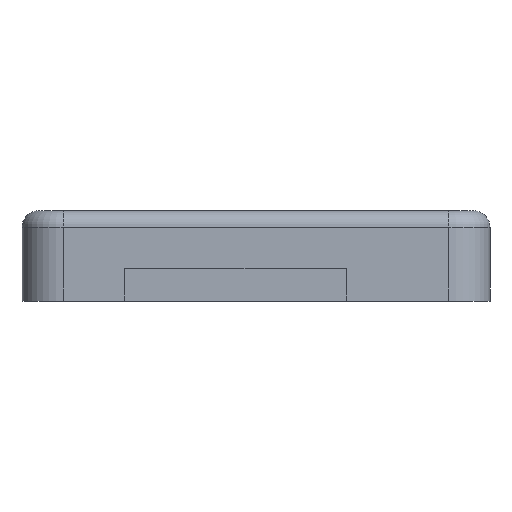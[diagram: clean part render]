
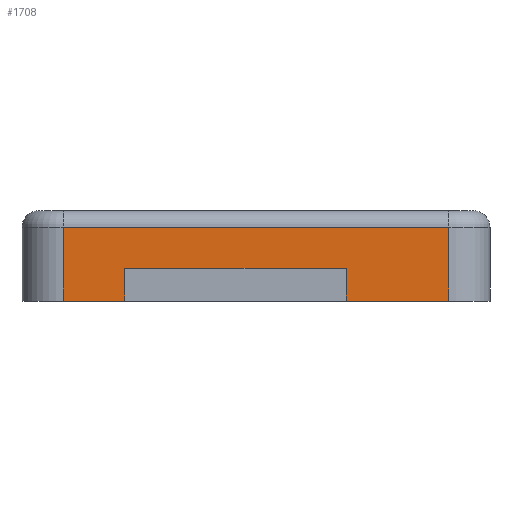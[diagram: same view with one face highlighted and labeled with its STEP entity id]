
A CAD part, left-side view. The second image highlights one B-rep face of the part: STEP entity #1708.
In plain terms, the highlighted planar face has unit normal (-1, 0, 0).
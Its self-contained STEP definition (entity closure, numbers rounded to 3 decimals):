
#44 = CYLINDRICAL_SURFACE('',#45,2.);
#45 = AXIS2_PLACEMENT_3D('',#46,#47,#48);
#46 = CARTESIAN_POINT('',(-46.,-22.,9.));
#47 = DIRECTION('',(0.,1.,0.));
#48 = DIRECTION('',(0.,-0.,1.));
#566 = VERTEX_POINT('',#567);
#567 = CARTESIAN_POINT('',(-48.,-22.,9.));
#587 = EDGE_CURVE('',#566,#588,#590,.T.);
#588 = VERTEX_POINT('',#589);
#589 = CARTESIAN_POINT('',(-48.,25.,9.));
#590 = SURFACE_CURVE('',#591,(#595,#602),.PCURVE_S1.);
#591 = LINE('',#592,#593);
#592 = CARTESIAN_POINT('',(-48.,-22.,9.));
#593 = VECTOR('',#594,1.);
#594 = DIRECTION('',(0.,1.,0.));
#595 = PCURVE('',#44,#596);
#596 = DEFINITIONAL_REPRESENTATION('',(#597),#601);
#597 = LINE('',#598,#599);
#598 = CARTESIAN_POINT('',(-1.571,0.));
#599 = VECTOR('',#600,1.);
#600 = DIRECTION('',(-0.,1.));
#601 = ( GEOMETRIC_REPRESENTATION_CONTEXT(2) 
PARAMETRIC_REPRESENTATION_CONTEXT() REPRESENTATION_CONTEXT('2D SPACE',''
  ) );
#602 = PCURVE('',#603,#608);
#603 = PLANE('',#604);
#604 = AXIS2_PLACEMENT_3D('',#605,#606,#607);
#605 = CARTESIAN_POINT('',(-48.,-27.,0.));
#606 = DIRECTION('',(1.,0.,0.));
#607 = DIRECTION('',(0.,0.,1.));
#608 = DEFINITIONAL_REPRESENTATION('',(#609),#613);
#609 = LINE('',#610,#611);
#610 = CARTESIAN_POINT('',(9.,-5.));
#611 = VECTOR('',#612,1.);
#612 = DIRECTION('',(0.,-1.));
#613 = ( GEOMETRIC_REPRESENTATION_CONTEXT(2) 
PARAMETRIC_REPRESENTATION_CONTEXT() REPRESENTATION_CONTEXT('2D SPACE',''
  ) );
#678 = CYLINDRICAL_SURFACE('',#679,5.);
#679 = AXIS2_PLACEMENT_3D('',#680,#681,#682);
#680 = CARTESIAN_POINT('',(-43.,-22.,0.));
#681 = DIRECTION('',(0.,0.,1.));
#682 = DIRECTION('',(-1.,0.,0.));
#732 = CYLINDRICAL_SURFACE('',#733,5.);
#733 = AXIS2_PLACEMENT_3D('',#734,#735,#736);
#734 = CARTESIAN_POINT('',(-43.,25.,0.));
#735 = DIRECTION('',(0.,0.,1.));
#736 = DIRECTION('',(-1.,0.,0.));
#1708 = ADVANCED_FACE('',(#1709),#603,.F.);
#1709 = FACE_BOUND('',#1710,.F.);
#1710 = EDGE_LOOP('',(#1711,#1734,#1762,#1788,#1814,#1840,#1863,#1884));
#1711 = ORIENTED_EDGE('',*,*,#1712,.F.);
#1712 = EDGE_CURVE('',#1713,#566,#1715,.T.);
#1713 = VERTEX_POINT('',#1714);
#1714 = CARTESIAN_POINT('',(-48.,-22.,0.));
#1715 = SURFACE_CURVE('',#1716,(#1720,#1727),.PCURVE_S1.);
#1716 = LINE('',#1717,#1718);
#1717 = CARTESIAN_POINT('',(-48.,-22.,0.));
#1718 = VECTOR('',#1719,1.);
#1719 = DIRECTION('',(0.,0.,1.));
#1720 = PCURVE('',#603,#1721);
#1721 = DEFINITIONAL_REPRESENTATION('',(#1722),#1726);
#1722 = LINE('',#1723,#1724);
#1723 = CARTESIAN_POINT('',(0.,-5.));
#1724 = VECTOR('',#1725,1.);
#1725 = DIRECTION('',(1.,0.));
#1726 = ( GEOMETRIC_REPRESENTATION_CONTEXT(2) 
PARAMETRIC_REPRESENTATION_CONTEXT() REPRESENTATION_CONTEXT('2D SPACE',''
  ) );
#1727 = PCURVE('',#678,#1728);
#1728 = DEFINITIONAL_REPRESENTATION('',(#1729),#1733);
#1729 = LINE('',#1730,#1731);
#1730 = CARTESIAN_POINT('',(0.,0.));
#1731 = VECTOR('',#1732,1.);
#1732 = DIRECTION('',(0.,1.));
#1733 = ( GEOMETRIC_REPRESENTATION_CONTEXT(2) 
PARAMETRIC_REPRESENTATION_CONTEXT() REPRESENTATION_CONTEXT('2D SPACE',''
  ) );
#1734 = ORIENTED_EDGE('',*,*,#1735,.T.);
#1735 = EDGE_CURVE('',#1713,#1736,#1738,.T.);
#1736 = VERTEX_POINT('',#1737);
#1737 = CARTESIAN_POINT('',(-48.,-9.5,0.));
#1738 = SURFACE_CURVE('',#1739,(#1743,#1750),.PCURVE_S1.);
#1739 = LINE('',#1740,#1741);
#1740 = CARTESIAN_POINT('',(-48.,-27.,0.));
#1741 = VECTOR('',#1742,1.);
#1742 = DIRECTION('',(0.,1.,0.));
#1743 = PCURVE('',#603,#1744);
#1744 = DEFINITIONAL_REPRESENTATION('',(#1745),#1749);
#1745 = LINE('',#1746,#1747);
#1746 = CARTESIAN_POINT('',(0.,0.));
#1747 = VECTOR('',#1748,1.);
#1748 = DIRECTION('',(0.,-1.));
#1749 = ( GEOMETRIC_REPRESENTATION_CONTEXT(2) 
PARAMETRIC_REPRESENTATION_CONTEXT() REPRESENTATION_CONTEXT('2D SPACE',''
  ) );
#1750 = PCURVE('',#1751,#1756);
#1751 = PLANE('',#1752);
#1752 = AXIS2_PLACEMENT_3D('',#1753,#1754,#1755);
#1753 = CARTESIAN_POINT('',(-48.,-27.,0.));
#1754 = DIRECTION('',(0.,0.,1.));
#1755 = DIRECTION('',(1.,0.,0.));
#1756 = DEFINITIONAL_REPRESENTATION('',(#1757),#1761);
#1757 = LINE('',#1758,#1759);
#1758 = CARTESIAN_POINT('',(0.,0.));
#1759 = VECTOR('',#1760,1.);
#1760 = DIRECTION('',(0.,1.));
#1761 = ( GEOMETRIC_REPRESENTATION_CONTEXT(2) 
PARAMETRIC_REPRESENTATION_CONTEXT() REPRESENTATION_CONTEXT('2D SPACE',''
  ) );
#1762 = ORIENTED_EDGE('',*,*,#1763,.T.);
#1763 = EDGE_CURVE('',#1736,#1764,#1766,.T.);
#1764 = VERTEX_POINT('',#1765);
#1765 = CARTESIAN_POINT('',(-48.,-9.5,4.));
#1766 = SURFACE_CURVE('',#1767,(#1771,#1777),.PCURVE_S1.);
#1767 = LINE('',#1768,#1769);
#1768 = CARTESIAN_POINT('',(-48.,-9.5,0.));
#1769 = VECTOR('',#1770,1.);
#1770 = DIRECTION('',(0.,0.,1.));
#1771 = PCURVE('',#603,#1772);
#1772 = DEFINITIONAL_REPRESENTATION('',(#1773),#1776);
#1773 = B_SPLINE_CURVE_WITH_KNOTS('',1,(#1774,#1775),.UNSPECIFIED.,.F.,
  .F.,(2,2),(0.,4.),.PIECEWISE_BEZIER_KNOTS.);
#1774 = CARTESIAN_POINT('',(0.,-17.5));
#1775 = CARTESIAN_POINT('',(4.,-17.5));
#1776 = ( GEOMETRIC_REPRESENTATION_CONTEXT(2) 
PARAMETRIC_REPRESENTATION_CONTEXT() REPRESENTATION_CONTEXT('2D SPACE',''
  ) );
#1777 = PCURVE('',#1778,#1783);
#1778 = PLANE('',#1779);
#1779 = AXIS2_PLACEMENT_3D('',#1780,#1781,#1782);
#1780 = CARTESIAN_POINT('',(-49.,-9.5,0.));
#1781 = DIRECTION('',(0.,1.,0.));
#1782 = DIRECTION('',(0.,0.,1.));
#1783 = DEFINITIONAL_REPRESENTATION('',(#1784),#1787);
#1784 = B_SPLINE_CURVE_WITH_KNOTS('',1,(#1785,#1786),.UNSPECIFIED.,.F.,
  .F.,(2,2),(0.,4.),.PIECEWISE_BEZIER_KNOTS.);
#1785 = CARTESIAN_POINT('',(0.,1.));
#1786 = CARTESIAN_POINT('',(4.,1.));
#1787 = ( GEOMETRIC_REPRESENTATION_CONTEXT(2) 
PARAMETRIC_REPRESENTATION_CONTEXT() REPRESENTATION_CONTEXT('2D SPACE',''
  ) );
#1788 = ORIENTED_EDGE('',*,*,#1789,.F.);
#1789 = EDGE_CURVE('',#1790,#1764,#1792,.T.);
#1790 = VERTEX_POINT('',#1791);
#1791 = CARTESIAN_POINT('',(-48.,17.5,4.));
#1792 = SURFACE_CURVE('',#1793,(#1797,#1803),.PCURVE_S1.);
#1793 = LINE('',#1794,#1795);
#1794 = CARTESIAN_POINT('',(-48.,-18.25,4.));
#1795 = VECTOR('',#1796,1.);
#1796 = DIRECTION('',(0.,-1.,0.));
#1797 = PCURVE('',#603,#1798);
#1798 = DEFINITIONAL_REPRESENTATION('',(#1799),#1802);
#1799 = B_SPLINE_CURVE_WITH_KNOTS('',1,(#1800,#1801),.UNSPECIFIED.,.F.,
  .F.,(2,2),(-35.75,-8.75),.PIECEWISE_BEZIER_KNOTS.);
#1800 = CARTESIAN_POINT('',(4.,-44.5));
#1801 = CARTESIAN_POINT('',(4.,-17.5));
#1802 = ( GEOMETRIC_REPRESENTATION_CONTEXT(2) 
PARAMETRIC_REPRESENTATION_CONTEXT() REPRESENTATION_CONTEXT('2D SPACE',''
  ) );
#1803 = PCURVE('',#1804,#1809);
#1804 = PLANE('',#1805);
#1805 = AXIS2_PLACEMENT_3D('',#1806,#1807,#1808);
#1806 = CARTESIAN_POINT('',(-49.,-9.5,4.));
#1807 = DIRECTION('',(0.,0.,1.));
#1808 = DIRECTION('',(1.,0.,0.));
#1809 = DEFINITIONAL_REPRESENTATION('',(#1810),#1813);
#1810 = B_SPLINE_CURVE_WITH_KNOTS('',1,(#1811,#1812),.UNSPECIFIED.,.F.,
  .F.,(2,2),(-35.75,-8.75),.PIECEWISE_BEZIER_KNOTS.);
#1811 = CARTESIAN_POINT('',(1.,27.));
#1812 = CARTESIAN_POINT('',(1.,0.));
#1813 = ( GEOMETRIC_REPRESENTATION_CONTEXT(2) 
PARAMETRIC_REPRESENTATION_CONTEXT() REPRESENTATION_CONTEXT('2D SPACE',''
  ) );
#1814 = ORIENTED_EDGE('',*,*,#1815,.F.);
#1815 = EDGE_CURVE('',#1816,#1790,#1818,.T.);
#1816 = VERTEX_POINT('',#1817);
#1817 = CARTESIAN_POINT('',(-48.,17.5,0.));
#1818 = SURFACE_CURVE('',#1819,(#1823,#1829),.PCURVE_S1.);
#1819 = LINE('',#1820,#1821);
#1820 = CARTESIAN_POINT('',(-48.,17.5,0.));
#1821 = VECTOR('',#1822,1.);
#1822 = DIRECTION('',(0.,0.,1.));
#1823 = PCURVE('',#603,#1824);
#1824 = DEFINITIONAL_REPRESENTATION('',(#1825),#1828);
#1825 = B_SPLINE_CURVE_WITH_KNOTS('',1,(#1826,#1827),.UNSPECIFIED.,.F.,
  .F.,(2,2),(0.,4.),.PIECEWISE_BEZIER_KNOTS.);
#1826 = CARTESIAN_POINT('',(0.,-44.5));
#1827 = CARTESIAN_POINT('',(4.,-44.5));
#1828 = ( GEOMETRIC_REPRESENTATION_CONTEXT(2) 
PARAMETRIC_REPRESENTATION_CONTEXT() REPRESENTATION_CONTEXT('2D SPACE',''
  ) );
#1829 = PCURVE('',#1830,#1835);
#1830 = PLANE('',#1831);
#1831 = AXIS2_PLACEMENT_3D('',#1832,#1833,#1834);
#1832 = CARTESIAN_POINT('',(-49.,17.5,0.));
#1833 = DIRECTION('',(0.,1.,0.));
#1834 = DIRECTION('',(0.,0.,1.));
#1835 = DEFINITIONAL_REPRESENTATION('',(#1836),#1839);
#1836 = B_SPLINE_CURVE_WITH_KNOTS('',1,(#1837,#1838),.UNSPECIFIED.,.F.,
  .F.,(2,2),(0.,4.),.PIECEWISE_BEZIER_KNOTS.);
#1837 = CARTESIAN_POINT('',(0.,1.));
#1838 = CARTESIAN_POINT('',(4.,1.));
#1839 = ( GEOMETRIC_REPRESENTATION_CONTEXT(2) 
PARAMETRIC_REPRESENTATION_CONTEXT() REPRESENTATION_CONTEXT('2D SPACE',''
  ) );
#1840 = ORIENTED_EDGE('',*,*,#1841,.T.);
#1841 = EDGE_CURVE('',#1816,#1842,#1844,.T.);
#1842 = VERTEX_POINT('',#1843);
#1843 = CARTESIAN_POINT('',(-48.,25.,0.));
#1844 = SURFACE_CURVE('',#1845,(#1849,#1856),.PCURVE_S1.);
#1845 = LINE('',#1846,#1847);
#1846 = CARTESIAN_POINT('',(-48.,-27.,0.));
#1847 = VECTOR('',#1848,1.);
#1848 = DIRECTION('',(0.,1.,0.));
#1849 = PCURVE('',#603,#1850);
#1850 = DEFINITIONAL_REPRESENTATION('',(#1851),#1855);
#1851 = LINE('',#1852,#1853);
#1852 = CARTESIAN_POINT('',(0.,0.));
#1853 = VECTOR('',#1854,1.);
#1854 = DIRECTION('',(0.,-1.));
#1855 = ( GEOMETRIC_REPRESENTATION_CONTEXT(2) 
PARAMETRIC_REPRESENTATION_CONTEXT() REPRESENTATION_CONTEXT('2D SPACE',''
  ) );
#1856 = PCURVE('',#1751,#1857);
#1857 = DEFINITIONAL_REPRESENTATION('',(#1858),#1862);
#1858 = LINE('',#1859,#1860);
#1859 = CARTESIAN_POINT('',(0.,0.));
#1860 = VECTOR('',#1861,1.);
#1861 = DIRECTION('',(0.,1.));
#1862 = ( GEOMETRIC_REPRESENTATION_CONTEXT(2) 
PARAMETRIC_REPRESENTATION_CONTEXT() REPRESENTATION_CONTEXT('2D SPACE',''
  ) );
#1863 = ORIENTED_EDGE('',*,*,#1864,.T.);
#1864 = EDGE_CURVE('',#1842,#588,#1865,.T.);
#1865 = SURFACE_CURVE('',#1866,(#1870,#1877),.PCURVE_S1.);
#1866 = LINE('',#1867,#1868);
#1867 = CARTESIAN_POINT('',(-48.,25.,0.));
#1868 = VECTOR('',#1869,1.);
#1869 = DIRECTION('',(0.,0.,1.));
#1870 = PCURVE('',#603,#1871);
#1871 = DEFINITIONAL_REPRESENTATION('',(#1872),#1876);
#1872 = LINE('',#1873,#1874);
#1873 = CARTESIAN_POINT('',(0.,-52.));
#1874 = VECTOR('',#1875,1.);
#1875 = DIRECTION('',(1.,0.));
#1876 = ( GEOMETRIC_REPRESENTATION_CONTEXT(2) 
PARAMETRIC_REPRESENTATION_CONTEXT() REPRESENTATION_CONTEXT('2D SPACE',''
  ) );
#1877 = PCURVE('',#732,#1878);
#1878 = DEFINITIONAL_REPRESENTATION('',(#1879),#1883);
#1879 = LINE('',#1880,#1881);
#1880 = CARTESIAN_POINT('',(-0.,0.));
#1881 = VECTOR('',#1882,1.);
#1882 = DIRECTION('',(-0.,1.));
#1883 = ( GEOMETRIC_REPRESENTATION_CONTEXT(2) 
PARAMETRIC_REPRESENTATION_CONTEXT() REPRESENTATION_CONTEXT('2D SPACE',''
  ) );
#1884 = ORIENTED_EDGE('',*,*,#587,.F.);
